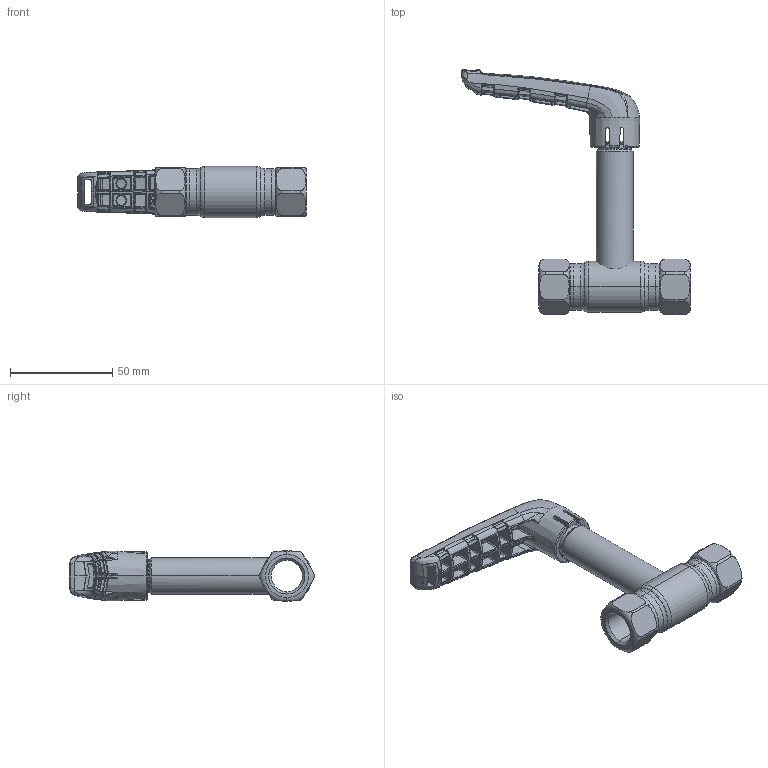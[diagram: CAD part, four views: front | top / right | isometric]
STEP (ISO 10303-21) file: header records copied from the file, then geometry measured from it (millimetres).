
FILE_DESCRIPTION (( 'STEP AP214' ), '1' );
FILE_NAME ('2010002001-xxxx.step', '2019-05-10T11:07:37', ( '' ), ( '' ), 'SwSTEP 2.0', 'SolidWorks 2017', '' );
FILE_SCHEMA (( 'AUTOMOTIVE_DESIGN' ));
Length unit declared in the file: millimetre
Products named in the file (1): 2010002001-xxxx
Bounding box: 111.78 x 119.68 x 25 mm (x, y, z)
Surface area: 21524.8 mm2 (no closed solid volume)
Topology: 0 solids, 8 shells, 813 faces, 2415 edges, 1507 vertices
Faces by surface type: bspline 649, plane 67, cylinder 47, torus 29, cone 21
Entity records: 59189 total; most frequent: CARTESIAN_POINT 34484, ORIENTED_EDGE 4143, EDGE_CURVE 2391, B_SPLINE_CURVE_WITH_KNOTS 1665, DIRECTION 1593, VERTEX_POINT 1507, EDGE_LOOP 839, UNCERTAINTY_MEASURE_WITH_UNIT 815
